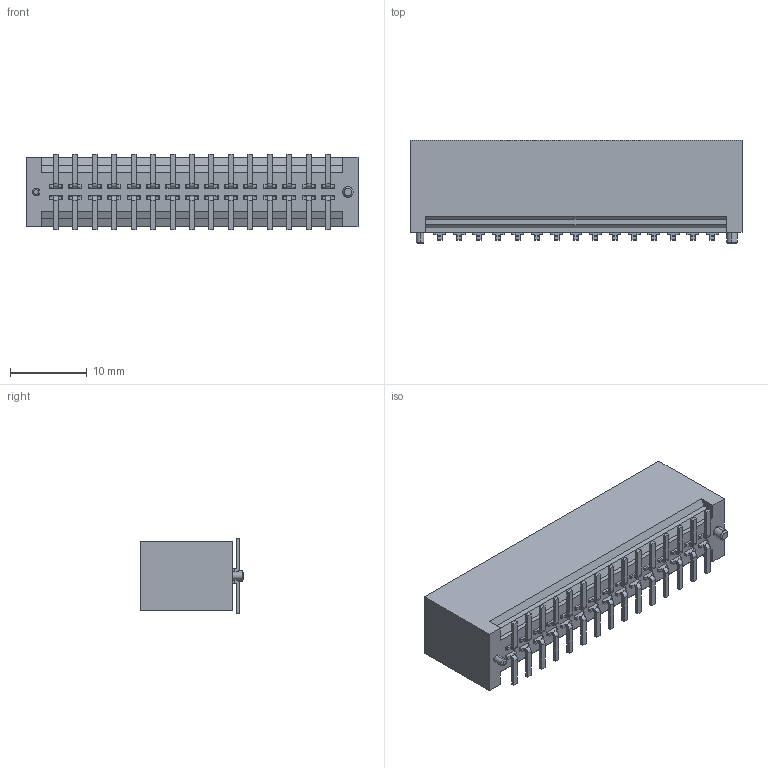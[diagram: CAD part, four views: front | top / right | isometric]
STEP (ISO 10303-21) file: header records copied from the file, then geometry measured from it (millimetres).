
FILE_DESCRIPTION (( 'STEP AP214' ), '1' );
FILE_NAME ('FBB25401-M30S1005K6K-REF.STEP', '2025-03-13T03:53:54', ( '' ), ( '' ), 'SwSTEP 2.0', 'SolidWorks 2021', '' );
FILE_SCHEMA (( 'AUTOMOTIVE_DESIGN' ));
Length unit declared in the file: millimetre
Products named in the file (1): FBB25401-M30S1005K6K-REF
Bounding box: 43.28 x 13.5 x 9.8 mm (x, y, z)
Volume: 2744 mm3; surface area: 5575.1 mm2
Topology: 1 solids, 1 shells, 692 faces, 2068 edges, 1352 vertices
Faces by surface type: plane 624, cylinder 64, cone 4
Entity records: 22958 total; most frequent: ORIENTED_EDGE 4136, CARTESIAN_POINT 4113, DIRECTION 3586, EDGE_CURVE 2068, VECTOR 1936, LINE 1936, VERTEX_POINT 1352, AXIS2_PLACEMENT_3D 825
